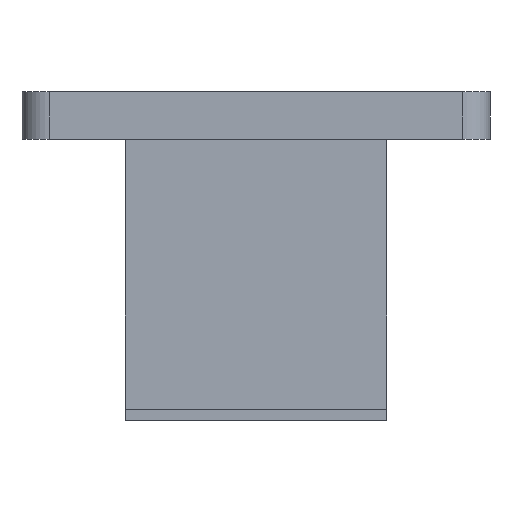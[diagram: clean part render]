
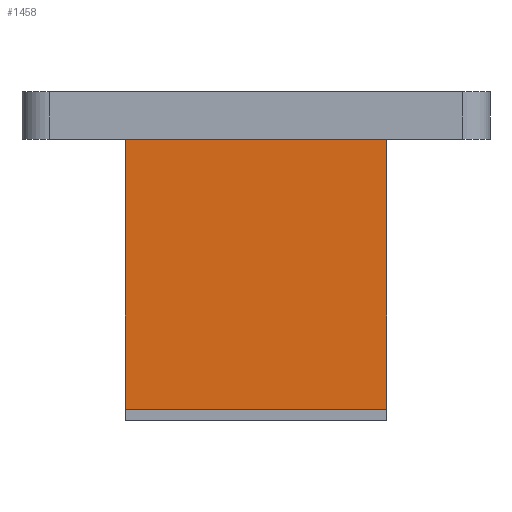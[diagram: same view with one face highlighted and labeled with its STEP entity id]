
A CAD part, front view. The second image highlights one B-rep face of the part: STEP entity #1458.
In plain terms, the highlighted planar face has unit normal (0, -1, 0).
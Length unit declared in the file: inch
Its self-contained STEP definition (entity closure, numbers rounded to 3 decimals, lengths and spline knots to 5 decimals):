
#27 = CARTESIAN_POINT ( 'NONE',  ( 0.75, -0.37598, -0.275 ) ) ;
#173 = FACE_OUTER_BOUND ( 'NONE', #3102, .T. ) ;
#541 = LINE ( 'NONE', #3617, #2666 ) ;
#628 = DIRECTION ( 'NONE',  ( -1., 0., 0. ) ) ;
#658 = CARTESIAN_POINT ( 'NONE',  ( 0.75, -0.37598, -5.45746 ) ) ;
#699 = EDGE_CURVE ( 'NONE', #4669, #3916, #4184, .T. ) ;
#968 = ORIENTED_EDGE ( 'NONE', *, *, #5005, .T. ) ;
#1107 = DIRECTION ( 'NONE',  ( 1., 0., 0. ) ) ;
#1129 = EDGE_CURVE ( 'NONE', #5442, #3916, #3742, .T. ) ;
#1351 = EDGE_CURVE ( 'NONE', #4591, #5442, #2333, .T. ) ;
#1458 = ADVANCED_FACE ( 'NONE', ( #173 ), #2063, .F. ) ;
#1550 = DIRECTION ( 'NONE',  ( 0., 0., 1. ) ) ;
#1614 = AXIS2_PLACEMENT_3D ( 'NONE', #658, #2450, #1107 ) ;
#1886 = CARTESIAN_POINT ( 'NONE',  ( 0.75, -0.37598, -1.82576 ) ) ;
#1984 = CARTESIAN_POINT ( 'NONE',  ( -0.75, -0.37598, -1.82576 ) ) ;
#2063 = PLANE ( 'NONE',  #1614 ) ;
#2333 = LINE ( 'NONE', #1886, #2462 ) ;
#2450 = DIRECTION ( 'NONE',  ( 0., 1., 0. ) ) ;
#2462 = VECTOR ( 'NONE', #4106, 39.37008 ) ;
#2489 = CARTESIAN_POINT ( 'NONE',  ( -0.75, -0.37598, -5.45746 ) ) ;
#2666 = VECTOR ( 'NONE', #4511, 39.37008 ) ;
#2940 = VECTOR ( 'NONE', #628, 39.37008 ) ;
#3015 = ORIENTED_EDGE ( 'NONE', *, *, #1351, .F. ) ;
#3102 = EDGE_LOOP ( 'NONE', ( #3015, #968, #3716, #3940 ) ) ;
#3323 = CARTESIAN_POINT ( 'NONE',  ( -0.75, -0.37598, -0.275 ) ) ;
#3617 = CARTESIAN_POINT ( 'NONE',  ( 0.75, -0.37598, -5.45746 ) ) ;
#3716 = ORIENTED_EDGE ( 'NONE', *, *, #699, .T. ) ;
#3742 = LINE ( 'NONE', #2489, #4048 ) ;
#3752 = CARTESIAN_POINT ( 'NONE',  ( 0.75, -0.37598, -0.275 ) ) ;
#3916 = VERTEX_POINT ( 'NONE', #3323 ) ;
#3940 = ORIENTED_EDGE ( 'NONE', *, *, #1129, .F. ) ;
#4048 = VECTOR ( 'NONE', #1550, 39.37008 ) ;
#4106 = DIRECTION ( 'NONE',  ( -1., 0., 0. ) ) ;
#4184 = LINE ( 'NONE', #3752, #2940 ) ;
#4406 = CARTESIAN_POINT ( 'NONE',  ( 0.75, -0.37598, -1.82576 ) ) ;
#4511 = DIRECTION ( 'NONE',  ( 0., 0., 1. ) ) ;
#4591 = VERTEX_POINT ( 'NONE', #4406 ) ;
#4669 = VERTEX_POINT ( 'NONE', #27 ) ;
#5005 = EDGE_CURVE ( 'NONE', #4591, #4669, #541, .T. ) ;
#5442 = VERTEX_POINT ( 'NONE', #1984 ) ;
